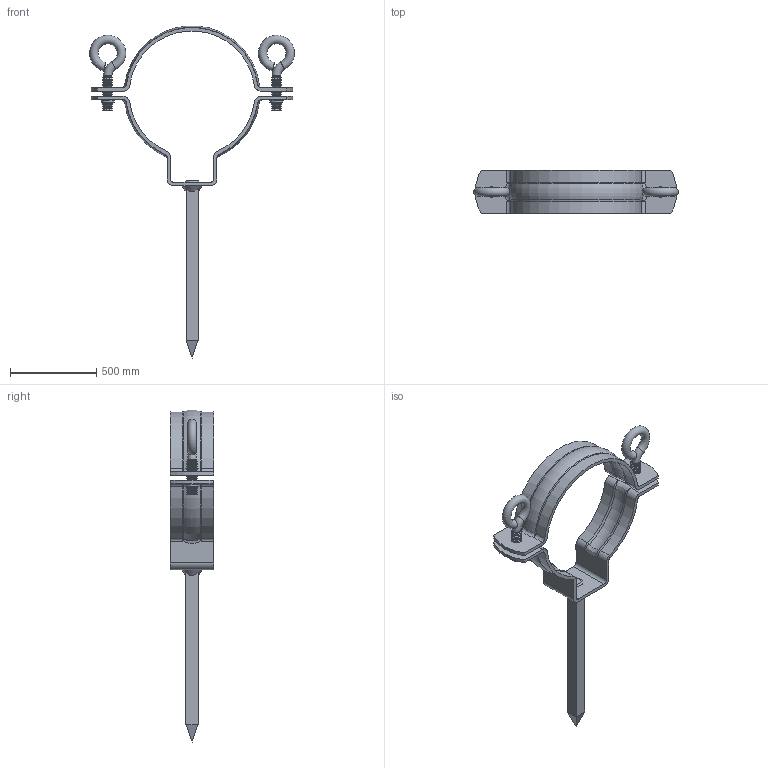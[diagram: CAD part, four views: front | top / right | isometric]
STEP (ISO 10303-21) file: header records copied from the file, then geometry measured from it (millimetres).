
FILE_DESCRIPTION(/* description */ (''),/* implementation_level */ '2;1');
FILE_NAME(/* name */ '00990.070N_3D.stp',/* time_stamp */ '2024-12-11T13:02:06+01:00',/* author */ ('CAD'),/* organization */ (''),/* preprocessor_version */ 'ST-DEVELOPER v20',/* originating_system */ 'AutoCAD Mechanical',/* authorisation */ '');
FILE_SCHEMA (('AUTOMOTIVE_DESIGN { 1 0 10303 214 3 1 1 }'));
Length unit declared in the file: centimetre
Products named in the file (2): Product; *S0
Assembly tree (1 placements, depth 2):
  Product
    *S0
Bounding box: 1189.65 x 250 x 1928.4 mm (x, y, z)
Volume: 24263830.6 mm3; surface area: 2387161.7 mm2
Topology: 5 solids, 5 shells, 231 faces, 502 edges, 293 vertices
Faces by surface type: cone 81, cylinder 54, plane 35, torus 25, sphere 24, bspline 12
Full cylindrical faces by diameter (mm): 50 x2, 60 x5, 65 x1, 75 x2
Entity records: 6818 total; most frequent: CARTESIAN_POINT 1639, DIRECTION 1191, ORIENTED_EDGE 988, AXIS2_PLACEMENT_3D 496, EDGE_CURVE 494, VERTEX_POINT 277, CIRCLE 274, EDGE_LOOP 245
